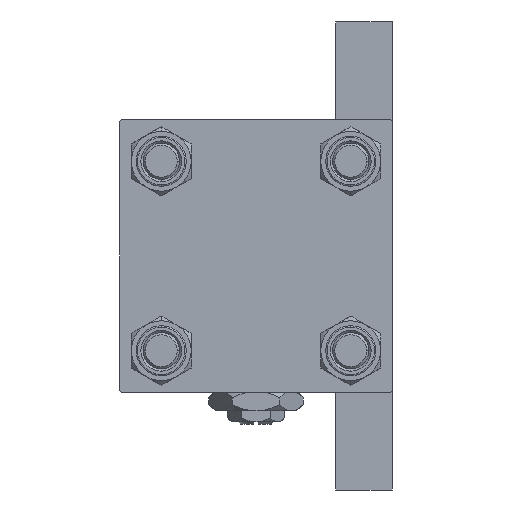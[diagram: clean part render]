
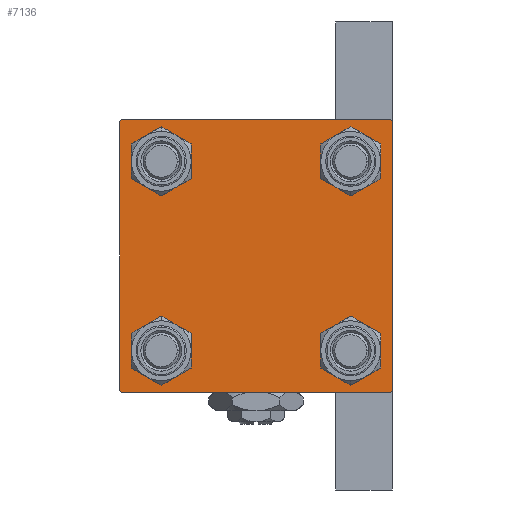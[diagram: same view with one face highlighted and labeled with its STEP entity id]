
A CAD part, left-side view. The second image highlights one B-rep face of the part: STEP entity #7136.
In plain terms, the highlighted planar face has unit normal (-1, 0, 0).
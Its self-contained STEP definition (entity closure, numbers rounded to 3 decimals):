
#39 = ORIENTED_EDGE ( 'NONE', *, *, #28991, .T. ) ;
#168 = EDGE_LOOP ( 'NONE', ( #26372, #33897 ) ) ;
#244 = CARTESIAN_POINT ( 'NONE',  ( 0., -30., 30. ) ) ;
#728 = ORIENTED_EDGE ( 'NONE', *, *, #13077, .T. ) ;
#1077 = CARTESIAN_POINT ( 'NONE',  ( 0., -20.85, -20.85 ) ) ;
#1168 = DIRECTION ( 'NONE',  ( 0., 0., 1. ) ) ;
#1243 = DIRECTION ( 'NONE',  ( 1., 0., 0. ) ) ;
#1396 = EDGE_CURVE ( 'NONE', #31376, #26038, #47824, .T. ) ;
#1689 = LINE ( 'NONE', #244, #45827 ) ;
#1692 = CARTESIAN_POINT ( 'NONE',  ( 0., 20.85, 20.85 ) ) ;
#2485 = CARTESIAN_POINT ( 'NONE',  ( 0., -20.85, 25.35 ) ) ;
#2568 = FACE_OUTER_BOUND ( 'NONE', #38950, .T. ) ;
#2603 = ORIENTED_EDGE ( 'NONE', *, *, #13944, .T. ) ;
#2775 = CIRCLE ( 'NONE', #31314, 4.5 ) ;
#2796 = DIRECTION ( 'NONE',  ( 0., -0.707, -0.707 ) ) ;
#4254 = CARTESIAN_POINT ( 'NONE',  ( 0., 30., -30. ) ) ;
#4438 = VECTOR ( 'NONE', #42488, 1000. ) ;
#4616 = LINE ( 'NONE', #24005, #24570 ) ;
#4661 = VERTEX_POINT ( 'NONE', #6156 ) ;
#4995 = CARTESIAN_POINT ( 'NONE',  ( 0., -20.85, 20.85 ) ) ;
#5527 = DIRECTION ( 'NONE',  ( 0., 0., 1. ) ) ;
#5588 = CARTESIAN_POINT ( 'NONE',  ( 0., -20.85, -25.35 ) ) ;
#5892 = CARTESIAN_POINT ( 'NONE',  ( 0., 29.75, -29.75 ) ) ;
#6156 = CARTESIAN_POINT ( 'NONE',  ( 0., 29.5, 30. ) ) ;
#6196 = VERTEX_POINT ( 'NONE', #33932 ) ;
#6200 = CARTESIAN_POINT ( 'NONE',  ( 0., 30., 30. ) ) ;
#6433 = DIRECTION ( 'NONE',  ( 0., -0.707, 0.707 ) ) ;
#7136 = ADVANCED_FACE ( 'NONE', ( #29877, #42336, #41834, #33938, #2568 ), #18624, .T. ) ;
#7257 = VERTEX_POINT ( 'NONE', #42587 ) ;
#7707 = AXIS2_PLACEMENT_3D ( 'NONE', #4995, #20552, #1168 ) ;
#7743 = CIRCLE ( 'NONE', #45991, 4.5 ) ;
#8042 = CARTESIAN_POINT ( 'NONE',  ( 0., -29.75, 29.75 ) ) ;
#8438 = DIRECTION ( 'NONE',  ( 0., -1., 0. ) ) ;
#8557 = DIRECTION ( 'NONE',  ( 1., 0., 0. ) ) ;
#9146 = CARTESIAN_POINT ( 'NONE',  ( 0., -20.85, -20.85 ) ) ;
#9991 = EDGE_LOOP ( 'NONE', ( #37768, #39 ) ) ;
#10049 = EDGE_CURVE ( 'NONE', #11414, #16737, #27201, .T. ) ;
#10467 = CARTESIAN_POINT ( 'NONE',  ( 0., 0., 0. ) ) ;
#10994 = ORIENTED_EDGE ( 'NONE', *, *, #10049, .T. ) ;
#11292 = ORIENTED_EDGE ( 'NONE', *, *, #13652, .T. ) ;
#11414 = VERTEX_POINT ( 'NONE', #11898 ) ;
#11898 = CARTESIAN_POINT ( 'NONE',  ( 0., -30., 29.5 ) ) ;
#12187 = AXIS2_PLACEMENT_3D ( 'NONE', #1692, #17257, #5527 ) ;
#13055 = DIRECTION ( 'NONE',  ( 1., 0., 0. ) ) ;
#13077 = EDGE_CURVE ( 'NONE', #37603, #15775, #2775, .T. ) ;
#13131 = ORIENTED_EDGE ( 'NONE', *, *, #15101, .T. ) ;
#13450 = EDGE_CURVE ( 'NONE', #4661, #21845, #33342, .T. ) ;
#13567 = DIRECTION ( 'NONE',  ( 0., 0., 1. ) ) ;
#13652 = EDGE_CURVE ( 'NONE', #15775, #37603, #29716, .T. ) ;
#13944 = EDGE_CURVE ( 'NONE', #21845, #6196, #45687, .T. ) ;
#14447 = EDGE_CURVE ( 'NONE', #18451, #46872, #7743, .T. ) ;
#15101 = EDGE_CURVE ( 'NONE', #6196, #31376, #43892, .T. ) ;
#15356 = ORIENTED_EDGE ( 'NONE', *, *, #1396, .T. ) ;
#15605 = AXIS2_PLACEMENT_3D ( 'NONE', #10467, #26540, #25792 ) ;
#15775 = VERTEX_POINT ( 'NONE', #40547 ) ;
#16737 = VERTEX_POINT ( 'NONE', #35976 ) ;
#17257 = DIRECTION ( 'NONE',  ( 1., 0., 0. ) ) ;
#18006 = CIRCLE ( 'NONE', #49746, 4.5 ) ;
#18133 = CARTESIAN_POINT ( 'NONE',  ( 0., 30., 29.5 ) ) ;
#18451 = VERTEX_POINT ( 'NONE', #20498 ) ;
#18624 = PLANE ( 'NONE',  #15605 ) ;
#18993 = VECTOR ( 'NONE', #19524, 1000. ) ;
#19524 = DIRECTION ( 'NONE',  ( 0., 0.707, 0.707 ) ) ;
#19595 = DIRECTION ( 'NONE',  ( 0., 0., 1. ) ) ;
#20013 = EDGE_CURVE ( 'NONE', #43185, #24706, #41504, .T. ) ;
#20211 = CARTESIAN_POINT ( 'NONE',  ( 0., 29.5, -30. ) ) ;
#20498 = CARTESIAN_POINT ( 'NONE',  ( 0., -20.85, -16.35 ) ) ;
#20552 = DIRECTION ( 'NONE',  ( 1., 0., 0. ) ) ;
#20563 = DIRECTION ( 'NONE',  ( 0., -1., 0. ) ) ;
#21240 = DIRECTION ( 'NONE',  ( 1., 0., 0. ) ) ;
#21704 = ORIENTED_EDGE ( 'NONE', *, *, #42455, .F. ) ;
#21748 = CARTESIAN_POINT ( 'NONE',  ( 0., -29.75, -29.75 ) ) ;
#21845 = VERTEX_POINT ( 'NONE', #18133 ) ;
#22308 = VECTOR ( 'NONE', #2796, 1000. ) ;
#22666 = CARTESIAN_POINT ( 'NONE',  ( 0., 20.85, -20.85 ) ) ;
#23707 = DIRECTION ( 'NONE',  ( 0., 0., -1. ) ) ;
#24005 = CARTESIAN_POINT ( 'NONE',  ( 0., 30., 30. ) ) ;
#24192 = DIRECTION ( 'NONE',  ( 1., 0., 0. ) ) ;
#24463 = EDGE_CURVE ( 'NONE', #29155, #7257, #32004, .T. ) ;
#24538 = CIRCLE ( 'NONE', #26972, 4.5 ) ;
#24570 = VECTOR ( 'NONE', #8438, 1000. ) ;
#24706 = VERTEX_POINT ( 'NONE', #42910 ) ;
#25792 = DIRECTION ( 'NONE',  ( 0., 0., 1. ) ) ;
#26038 = VERTEX_POINT ( 'NONE', #33096 ) ;
#26069 = DIRECTION ( 'NONE',  ( 0., 0., -1. ) ) ;
#26372 = ORIENTED_EDGE ( 'NONE', *, *, #37908, .T. ) ;
#26540 = DIRECTION ( 'NONE',  ( -1., 0., 0. ) ) ;
#26972 = AXIS2_PLACEMENT_3D ( 'NONE', #34295, #34554, #38130 ) ;
#27190 = ORIENTED_EDGE ( 'NONE', *, *, #41692, .T. ) ;
#27201 = LINE ( 'NONE', #8042, #18993 ) ;
#28907 = DIRECTION ( 'NONE',  ( 0., 0., 1. ) ) ;
#28991 = EDGE_CURVE ( 'NONE', #46872, #18451, #38887, .T. ) ;
#29155 = VERTEX_POINT ( 'NONE', #31386 ) ;
#29716 = CIRCLE ( 'NONE', #7707, 4.5 ) ;
#29877 = FACE_BOUND ( 'NONE', #30784, .T. ) ;
#30784 = EDGE_LOOP ( 'NONE', ( #728, #11292 ) ) ;
#31314 = AXIS2_PLACEMENT_3D ( 'NONE', #39626, #21240, #28907 ) ;
#31335 = ORIENTED_EDGE ( 'NONE', *, *, #20013, .T. ) ;
#31376 = VERTEX_POINT ( 'NONE', #20211 ) ;
#31386 = CARTESIAN_POINT ( 'NONE',  ( 0., 20.85, -25.35 ) ) ;
#31524 = CARTESIAN_POINT ( 'NONE',  ( 0., -30., -29.5 ) ) ;
#32004 = CIRCLE ( 'NONE', #36896, 4.5 ) ;
#33096 = CARTESIAN_POINT ( 'NONE',  ( 0., -29.5, -30. ) ) ;
#33342 = LINE ( 'NONE', #45804, #4438 ) ;
#33897 = ORIENTED_EDGE ( 'NONE', *, *, #24463, .T. ) ;
#33932 = CARTESIAN_POINT ( 'NONE',  ( 0., 30., -29.5 ) ) ;
#33938 = FACE_BOUND ( 'NONE', #45766, .T. ) ;
#33948 = AXIS2_PLACEMENT_3D ( 'NONE', #1077, #13055, #13567 ) ;
#34295 = CARTESIAN_POINT ( 'NONE',  ( 0., 20.85, -20.85 ) ) ;
#34337 = VECTOR ( 'NONE', #6433, 1000. ) ;
#34386 = DIRECTION ( 'NONE',  ( 0., 0., 1. ) ) ;
#34554 = DIRECTION ( 'NONE',  ( 1., 0., 0. ) ) ;
#34665 = VERTEX_POINT ( 'NONE', #31524 ) ;
#34906 = ORIENTED_EDGE ( 'NONE', *, *, #13450, .T. ) ;
#35976 = CARTESIAN_POINT ( 'NONE',  ( 0., -29.5, 30. ) ) ;
#36896 = AXIS2_PLACEMENT_3D ( 'NONE', #22666, #24192, #19595 ) ;
#37075 = VECTOR ( 'NONE', #26069, 1000. ) ;
#37603 = VERTEX_POINT ( 'NONE', #2485 ) ;
#37768 = ORIENTED_EDGE ( 'NONE', *, *, #14447, .T. ) ;
#37908 = EDGE_CURVE ( 'NONE', #7257, #29155, #24538, .T. ) ;
#38130 = DIRECTION ( 'NONE',  ( 0., 0., 1. ) ) ;
#38887 = CIRCLE ( 'NONE', #33948, 4.5 ) ;
#38950 = EDGE_LOOP ( 'NONE', ( #2603, #13131, #15356, #39303, #41660, #10994, #21704, #34906 ) ) ;
#39303 = ORIENTED_EDGE ( 'NONE', *, *, #42212, .T. ) ;
#39626 = CARTESIAN_POINT ( 'NONE',  ( 0., -20.85, 20.85 ) ) ;
#40547 = CARTESIAN_POINT ( 'NONE',  ( 0., -20.85, 16.35 ) ) ;
#41504 = CIRCLE ( 'NONE', #12187, 4.5 ) ;
#41660 = ORIENTED_EDGE ( 'NONE', *, *, #45938, .F. ) ;
#41692 = EDGE_CURVE ( 'NONE', #24706, #43185, #18006, .T. ) ;
#41834 = FACE_BOUND ( 'NONE', #168, .T. ) ;
#41875 = CARTESIAN_POINT ( 'NONE',  ( 0., 20.85, 16.35 ) ) ;
#42212 = EDGE_CURVE ( 'NONE', #26038, #34665, #49488, .T. ) ;
#42336 = FACE_BOUND ( 'NONE', #9991, .T. ) ;
#42455 = EDGE_CURVE ( 'NONE', #4661, #16737, #4616, .T. ) ;
#42488 = DIRECTION ( 'NONE',  ( 0., 0.707, -0.707 ) ) ;
#42587 = CARTESIAN_POINT ( 'NONE',  ( 0., 20.85, -16.35 ) ) ;
#42910 = CARTESIAN_POINT ( 'NONE',  ( 0., 20.85, 25.35 ) ) ;
#43185 = VERTEX_POINT ( 'NONE', #41875 ) ;
#43240 = CARTESIAN_POINT ( 'NONE',  ( 0., 20.85, 20.85 ) ) ;
#43825 = DIRECTION ( 'NONE',  ( 0., 0., 1. ) ) ;
#43892 = LINE ( 'NONE', #5892, #22308 ) ;
#45687 = LINE ( 'NONE', #6200, #37075 ) ;
#45766 = EDGE_LOOP ( 'NONE', ( #27190, #31335 ) ) ;
#45804 = CARTESIAN_POINT ( 'NONE',  ( 0., 29.75, 29.75 ) ) ;
#45827 = VECTOR ( 'NONE', #23707, 1000. ) ;
#45938 = EDGE_CURVE ( 'NONE', #11414, #34665, #1689, .T. ) ;
#45991 = AXIS2_PLACEMENT_3D ( 'NONE', #9146, #1243, #43825 ) ;
#46872 = VERTEX_POINT ( 'NONE', #5588 ) ;
#47824 = LINE ( 'NONE', #4254, #47839 ) ;
#47839 = VECTOR ( 'NONE', #20563, 1000. ) ;
#49488 = LINE ( 'NONE', #21748, #34337 ) ;
#49746 = AXIS2_PLACEMENT_3D ( 'NONE', #43240, #8557, #34386 ) ;
